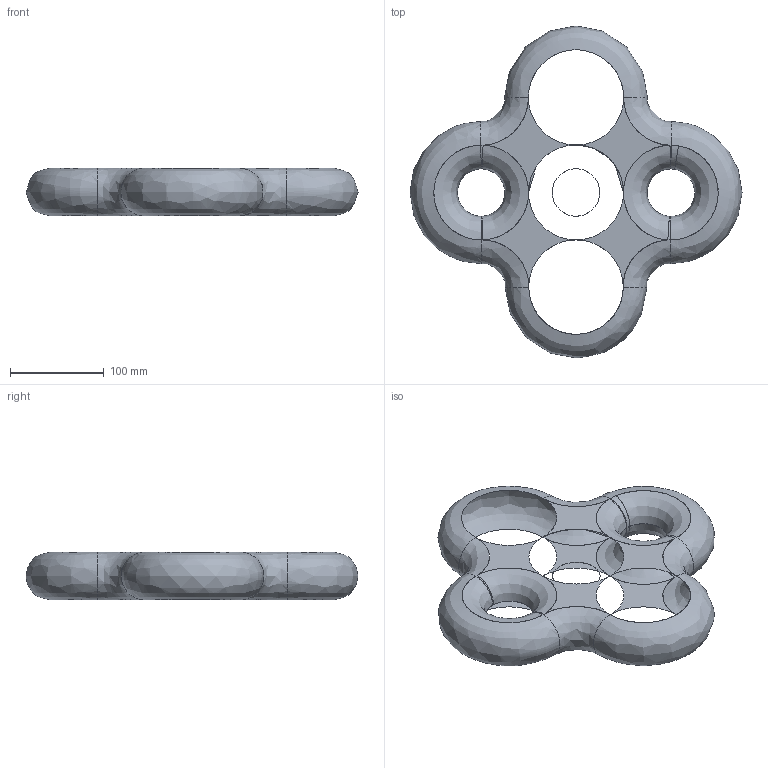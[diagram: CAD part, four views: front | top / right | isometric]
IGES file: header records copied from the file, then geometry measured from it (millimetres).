
Start section: SolidWorks IGES file using analytic representation for surfaces
Global section: file name: ?GI..T?PDL?..??N??????????????8?????????????·?????????????·??????··???????????????????????????????????????????????????··??????·?????????????·?????????????8???????????????N?..SLDPRT..IGS; native system: SolidWorks 2020; preprocessor: SolidWorks 2020; author: Administrator; date: 210408.143103; units: millimetre
Bounding box: 353.59 x 353.59 x 50.72 mm (x, y, z)
Surface area: 127260.1 mm2 (no closed solid volume)
Topology: 0 solids, 0 shells, 47 faces, 489 edges, 470 vertices
Faces by surface type: bspline 44, revolution 3
